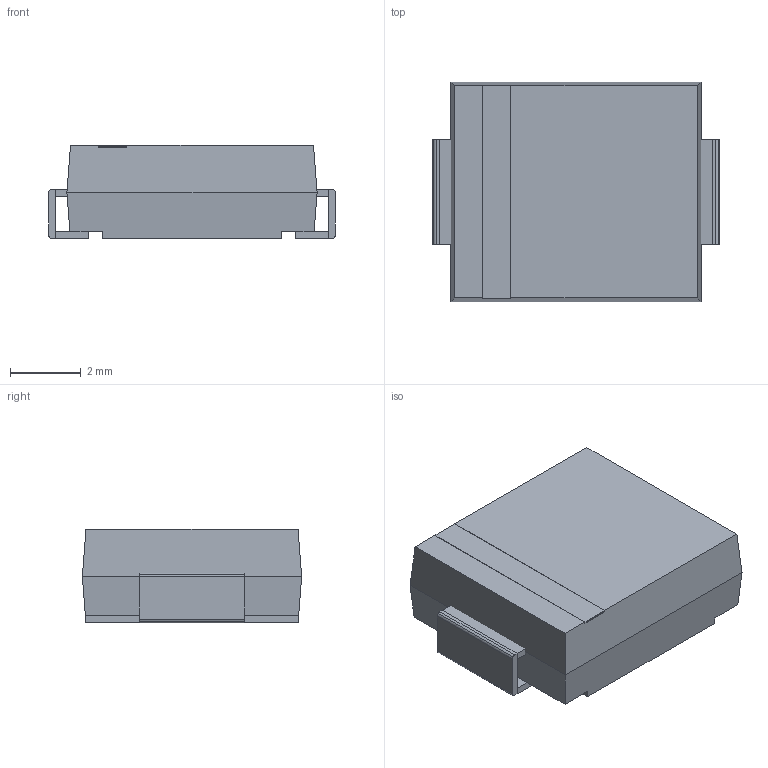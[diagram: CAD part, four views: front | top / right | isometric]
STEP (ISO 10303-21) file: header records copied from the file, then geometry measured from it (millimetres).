
FILE_DESCRIPTION((''),'2;1');
FILE_NAME('DIOM7959X265N.stp','2009-07-14T16:35:14',(''),(''),'Mechanical Desktop 2006','Mechanical Desktop 2006',', , ');
FILE_SCHEMA(('AUTOMOTIVE_DESIGN { 1 2 10303 214 0 1 1 1 }'));
Length unit declared in the file: millimetre
Products named in the file (1): Product
Bounding box: 8.13 x 6.22 x 2.65 mm (x, y, z)
Volume: 115.2 mm3; surface area: 300.3 mm2
Topology: 9 solids, 9 shells, 72 faces, 162 edges, 108 vertices
Faces by surface type: plane 46, bspline 22, cylinder 4
Entity records: 2085 total; most frequent: CARTESIAN_POINT 465, ORIENTED_EDGE 324, DIRECTION 280, EDGE_CURVE 162, VECTOR 146, LINE 146, VERTEX_POINT 108, EDGE_LOOP 72
